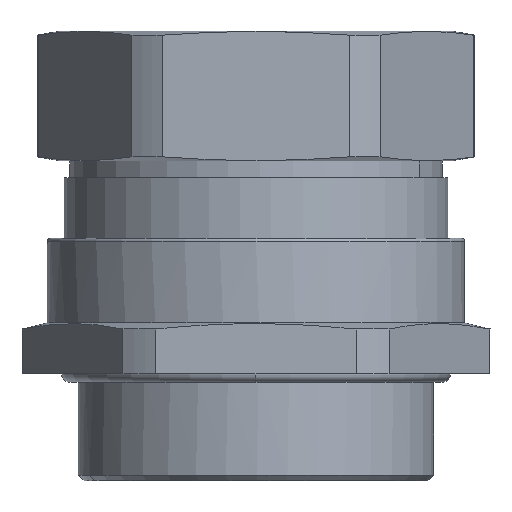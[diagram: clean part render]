
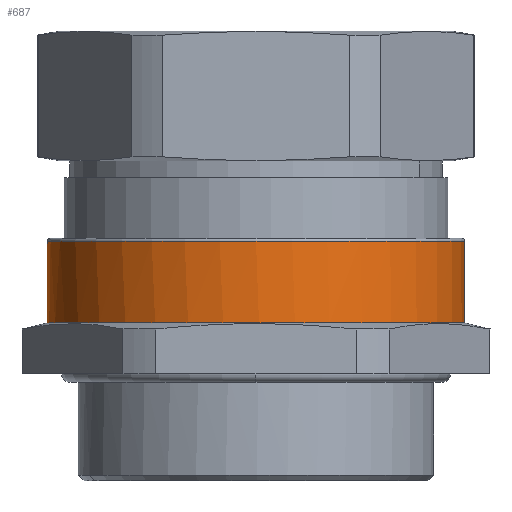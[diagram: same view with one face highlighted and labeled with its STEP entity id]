
A CAD part, left-side view. The second image highlights one B-rep face of the part: STEP entity #687.
In plain terms, the highlighted cylindrical face has radius 37 mm (diameter 74 mm), a partial arc.
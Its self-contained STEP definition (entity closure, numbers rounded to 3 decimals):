
#565=AXIS2_PLACEMENT_3D('Circle Axis2P3D',#563,#564,$) ;
#666=AXIS2_PLACEMENT_3D('Cylinder Axis2P3D',#663,#664,#665) ;
#670=AXIS2_PLACEMENT_3D('Circle Axis2P3D',#668,#669,$) ;
#677=AXIS2_PLACEMENT_3D('Circle Axis2P3D',#675,#676,$) ;
#519=CARTESIAN_POINT('Vertex',(37.5,4.5,42.5)) ;
#543=CARTESIAN_POINT('Vertex',(37.5,78.5,42.5)) ;
#563=CARTESIAN_POINT('Axis2P3D Location',(37.5,41.5,42.5)) ;
#628=CARTESIAN_POINT('Line Origine',(37.5,4.5,35.5)) ;
#632=CARTESIAN_POINT('Vertex',(37.5,4.5,28.)) ;
#646=CARTESIAN_POINT('Vertex',(37.5,78.5,28.)) ;
#649=CARTESIAN_POINT('Line Origine',(37.5,78.5,35.5)) ;
#663=CARTESIAN_POINT('Axis2P3D Location',(37.5,41.5,35.5)) ;
#668=CARTESIAN_POINT('Axis2P3D Location',(37.5,41.5,28.)) ;
#672=CARTESIAN_POINT('Vertex',(18.249,73.097,28.)) ;
#675=CARTESIAN_POINT('Axis2P3D Location',(37.5,41.5,28.)) ;
#564=DIRECTION('Axis2P3D Direction',(0.,0.,-1.)) ;
#629=DIRECTION('Vector Direction',(0.,0.,1.)) ;
#650=DIRECTION('Vector Direction',(0.,0.,1.)) ;
#664=DIRECTION('Axis2P3D Direction',(0.,0.,1.)) ;
#665=DIRECTION('Axis2P3D XDirection',(0.,1.,0.)) ;
#669=DIRECTION('Axis2P3D Direction',(0.,0.,1.)) ;
#676=DIRECTION('Axis2P3D Direction',(0.,0.,1.)) ;
#630=VECTOR('Line Direction',#629,1.) ;
#651=VECTOR('Line Direction',#650,1.) ;
#681=ORIENTED_EDGE('',*,*,#653,.T.) ;
#682=ORIENTED_EDGE('',*,*,#674,.T.) ;
#683=ORIENTED_EDGE('',*,*,#679,.T.) ;
#684=ORIENTED_EDGE('',*,*,#634,.F.) ;
#685=ORIENTED_EDGE('',*,*,#567,.F.) ;
#687=ADVANCED_FACE('Body',(#686),#667,.T.) ;
#566=CIRCLE('generated circle',#565,37.) ;
#671=CIRCLE('generated circle',#670,37.) ;
#678=CIRCLE('generated circle',#677,37.) ;
#667=CYLINDRICAL_SURFACE('generated cylinder',#666,37.) ;
#567=EDGE_CURVE('',#544,#520,#566,.F.) ;
#634=EDGE_CURVE('',#520,#633,#631,.F.) ;
#653=EDGE_CURVE('',#544,#647,#652,.F.) ;
#674=EDGE_CURVE('',#647,#673,#671,.T.) ;
#679=EDGE_CURVE('',#673,#633,#678,.T.) ;
#680=EDGE_LOOP('',(#681,#682,#683,#684,#685)) ;
#686=FACE_OUTER_BOUND('',#680,.T.) ;
#631=LINE('Line',#628,#630) ;
#652=LINE('Line',#649,#651) ;
#520=VERTEX_POINT('',#519) ;
#544=VERTEX_POINT('',#543) ;
#633=VERTEX_POINT('',#632) ;
#647=VERTEX_POINT('',#646) ;
#673=VERTEX_POINT('',#672) ;
